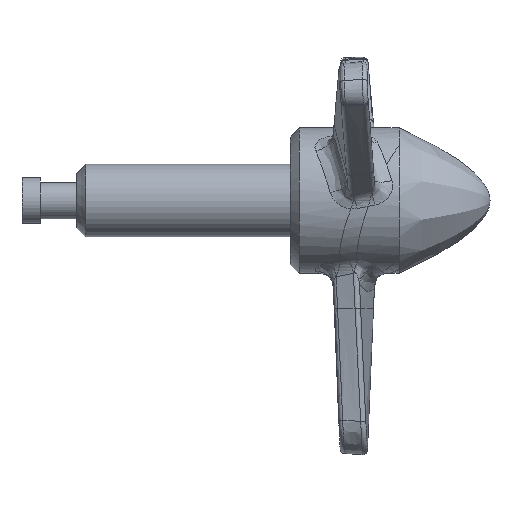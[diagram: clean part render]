
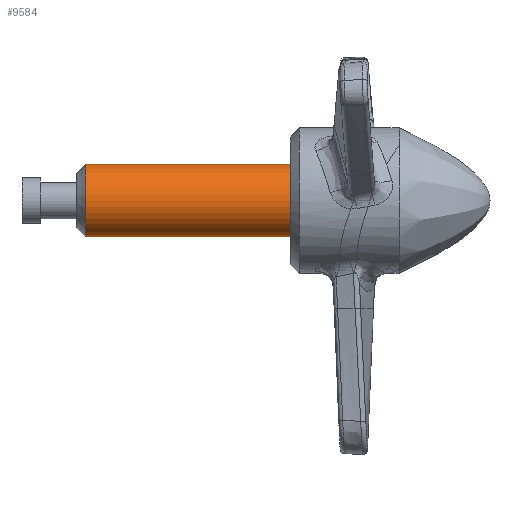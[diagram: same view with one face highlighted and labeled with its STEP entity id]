
A CAD part, top view. The second image highlights one B-rep face of the part: STEP entity #9584.
In plain terms, the highlighted cylindrical face has radius 2 mm (diameter 4 mm), a partial arc.
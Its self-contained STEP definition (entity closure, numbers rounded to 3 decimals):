
#7629=CARTESIAN_POINT('',(16.02,-2.,-0.));
#7630=VERTEX_POINT('',#7629);
#7631=CARTESIAN_POINT('',(16.02,2.,0.));
#7632=VERTEX_POINT('',#7631);
#7633=CARTESIAN_POINT('',(16.02,0.,0.));
#7634=DIRECTION('',(-1.,-0.,0.));
#7635=DIRECTION('',(0.,-1.,-0.));
#7636=AXIS2_PLACEMENT_3D('',#7633,#7634,#7635);
#7637=CIRCLE('',#7636,2.);
#7638=EDGE_CURVE('',#7630,#7632,#7637,.T.);
#9540=CARTESIAN_POINT('',(4.77,-2.,0.));
#9541=VERTEX_POINT('',#9540);
#9542=CARTESIAN_POINT('',(4.77,-2.,-0.));
#9543=DIRECTION('',(1.,-0.,-0.));
#9544=VECTOR('',#9543,11.25);
#9545=LINE('',#9542,#9544);
#9546=EDGE_CURVE('',#9541,#7630,#9545,.T.);
#9548=CARTESIAN_POINT('',(4.77,2.,0.));
#9549=VERTEX_POINT('',#9548);
#9557=CARTESIAN_POINT('',(16.02,2.,0.));
#9558=DIRECTION('',(-1.,0.,0.));
#9559=VECTOR('',#9558,11.25);
#9560=LINE('',#9557,#9559);
#9561=EDGE_CURVE('',#7632,#9549,#9560,.T.);
#9567=CARTESIAN_POINT('',(16.02,0.,0.));
#9568=DIRECTION('',(-1.,-0.,0.));
#9569=DIRECTION('',(0.,-1.,-0.));
#9570=AXIS2_PLACEMENT_3D('',#9567,#9568,#9569);
#9571=CYLINDRICAL_SURFACE('',#9570,2.);
#9572=CARTESIAN_POINT('',(4.77,0.,0.));
#9573=DIRECTION('',(1.,0.,-0.));
#9574=DIRECTION('',(0.,-1.,-0.));
#9575=AXIS2_PLACEMENT_3D('',#9572,#9573,#9574);
#9576=CIRCLE('',#9575,2.);
#9577=EDGE_CURVE('',#9549,#9541,#9576,.T.);
#9578=ORIENTED_EDGE('',*,*,#9577,.T.);
#9579=ORIENTED_EDGE('',*,*,#9546,.T.);
#9580=ORIENTED_EDGE('',*,*,#7638,.T.);
#9581=ORIENTED_EDGE('',*,*,#9561,.T.);
#9582=EDGE_LOOP('',(#9578,#9579,#9580,#9581));
#9583=FACE_BOUND('',#9582,.T.);
#9584=ADVANCED_FACE('0:261',(#9583),#9571,.T.);
